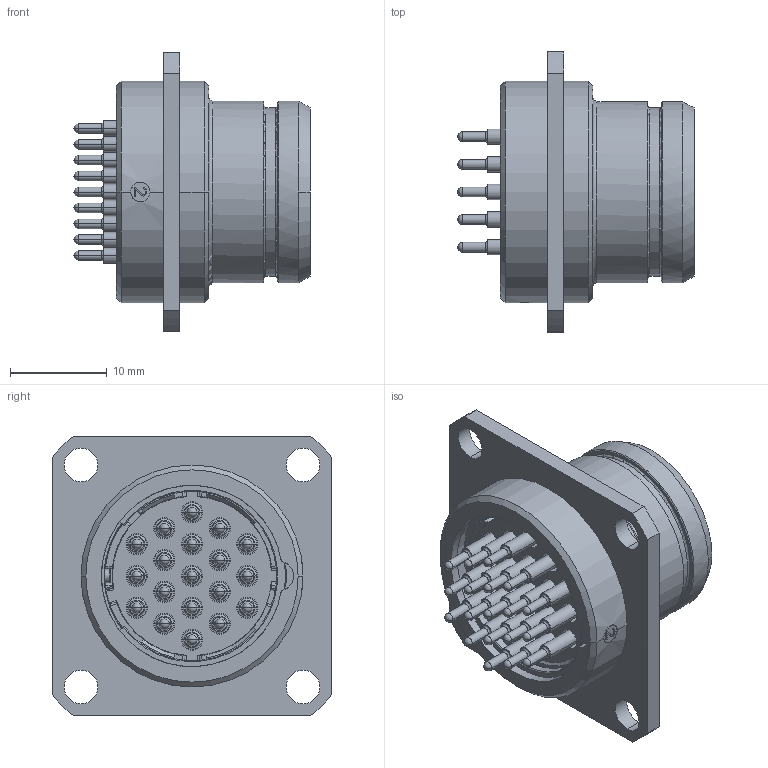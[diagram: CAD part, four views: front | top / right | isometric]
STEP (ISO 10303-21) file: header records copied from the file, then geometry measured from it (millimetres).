
FILE_DESCRIPTION((''),'2;1');
FILE_NAME('1332E319FY','2024-07-30T13:28:47',('paultorloting'),('NET AG system integration'),'CREO PARAMETRIC BY PTC INC, 2021404','CREO PARAMETRIC BY PTC INC, 2021404','');
FILE_SCHEMA(('AUTOMOTIVE_DESIGN { 1 0 10303 214 1 1 1 1 }'));
Products named in the file (1): 1332E319FY
Bounding box: 24.5 x 29 x 29 mm (x, y, z)
Volume: 6180.7 mm3; surface area: 7883.2 mm2
Topology: 1 solids, 1 shells, 1699 faces, 4352 edges, 2812 vertices
Faces by surface type: plane 979, cylinder 418, torus 207, cone 56, sphere 38, bspline 1
Entity records: 63289 total; most frequent: CARTESIAN_POINT 10153, DIRECTION 9076, ORIENTED_EDGE 8628, EDGE_CURVE 4314, AXIS2_PLACEMENT_3D 3289, VERTEX_POINT 2812, VECTOR 2495, LINE 2495
